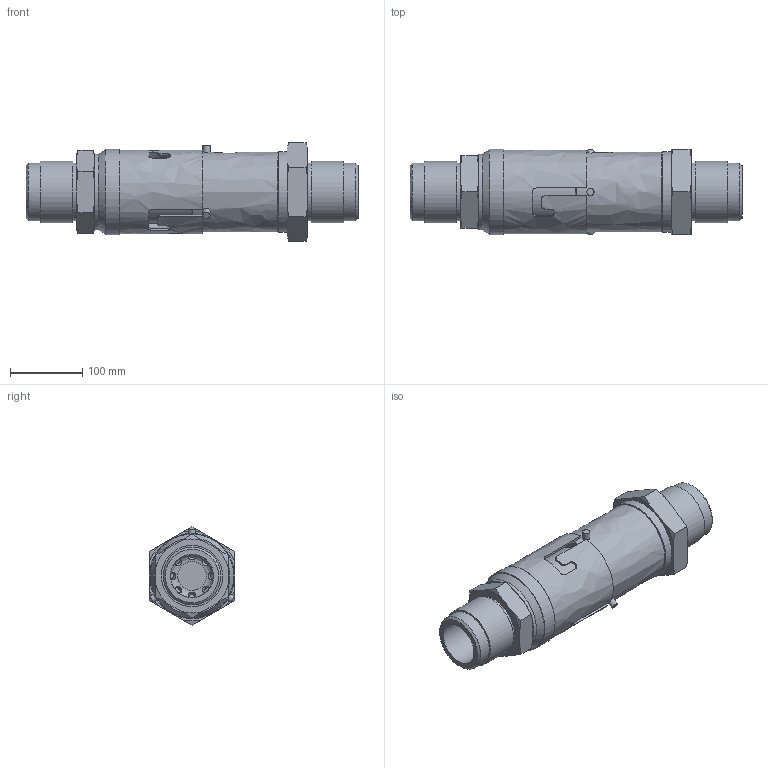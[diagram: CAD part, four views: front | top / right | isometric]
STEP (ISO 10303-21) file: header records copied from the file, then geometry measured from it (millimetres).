
FILE_DESCRIPTION(('FreeCAD Model'),'2;1');
FILE_NAME('Open CASCADE Shape Model','2025-04-27T07:33:07',('FreeCAD'),( 'FreeCAD'),'Open CASCADE STEP processor 7.6','FreeCAD','Unknown');
FILE_SCHEMA(('AUTOMOTIVE_DESIGN { 1 0 10303 214 1 1 1 1 }'));
Length unit declared in the file: millimetre
Products named in the file (1): Open CASCADE STEP translator 7.6 1
Bounding box: 460 x 118 x 136.25 mm (x, y, z)
Volume: 2006152.8 mm3; surface area: 569585.8 mm2
Topology: 16 solids, 16 shells, 273 faces, 775 edges, 553 vertices
Faces by surface type: bspline 273
Entity records: 15246 total; most frequent: CARTESIAN_POINT 10936, ORIENTED_EDGE 1550, EDGE_CURVE 775, VERTEX_POINT 553, FACE_BOUND 334, EDGE_LOOP 334, B_SPLINE_CURVE_WITH_KNOTS 330, ADVANCED_FACE 273
